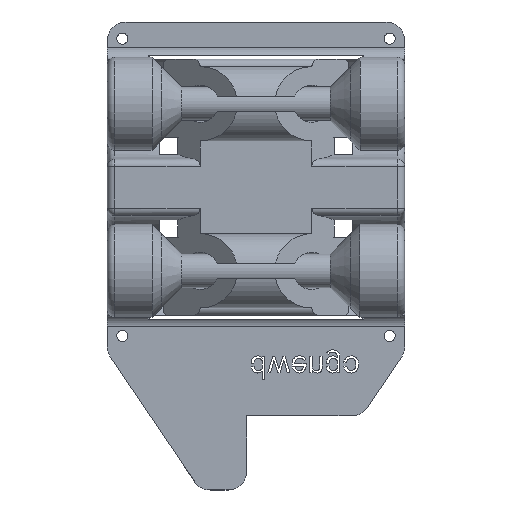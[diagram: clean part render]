
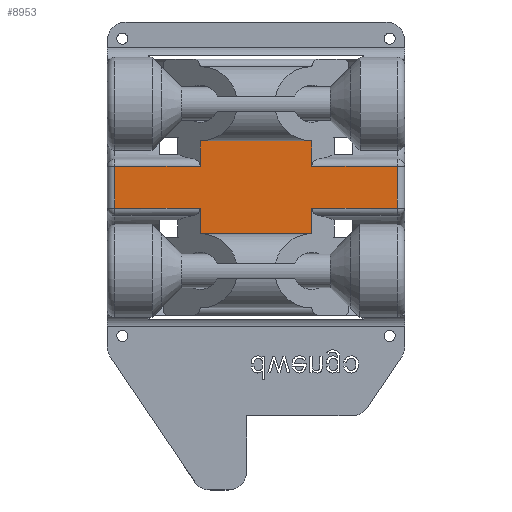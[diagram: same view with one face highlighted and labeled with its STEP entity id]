
A CAD part, front view. The second image highlights one B-rep face of the part: STEP entity #8953.
In plain terms, the highlighted planar face has unit normal (0, -1, 0).
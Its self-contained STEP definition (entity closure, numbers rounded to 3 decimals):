
#148 = LINE ( 'NONE', #8629, #10437 ) ;
#366 = VERTEX_POINT ( 'NONE', #5124 ) ;
#444 = ORIENTED_EDGE ( 'NONE', *, *, #909, .T. ) ;
#891 = CARTESIAN_POINT ( 'NONE',  ( -2., -8., 0. ) ) ;
#909 = EDGE_CURVE ( 'NONE', #366, #4889, #3121, .T. ) ;
#1057 = EDGE_CURVE ( 'NONE', #4392, #10025, #6934, .T. ) ;
#1097 = DIRECTION ( 'NONE',  ( 1., 0., 0. ) ) ;
#1304 = ORIENTED_EDGE ( 'NONE', *, *, #4115, .T. ) ;
#1379 = EDGE_LOOP ( 'NONE', ( #1435, #6451, #1304, #444, #2291, #12025, #4395, #8934, #5972, #4190, #5222, #3261 ) ) ;
#1435 = ORIENTED_EDGE ( 'NONE', *, *, #6916, .T. ) ;
#1575 = EDGE_CURVE ( 'NONE', #10829, #5039, #148, .T. ) ;
#1691 = VERTEX_POINT ( 'NONE', #3220 ) ;
#1693 = LINE ( 'NONE', #891, #8742 ) ;
#1931 = VECTOR ( 'NONE', #4851, 1000. ) ;
#2080 = CARTESIAN_POINT ( 'NONE',  ( -140.663, -8., -5.618 ) ) ;
#2108 = LINE ( 'NONE', #10474, #5975 ) ;
#2211 = DIRECTION ( 'NONE',  ( 1., 0., 0. ) ) ;
#2291 = ORIENTED_EDGE ( 'NONE', *, *, #9199, .T. ) ;
#2555 = DIRECTION ( 'NONE',  ( 0., 0., -1. ) ) ;
#2737 = CARTESIAN_POINT ( 'NONE',  ( -24.948, -8., 0. ) ) ;
#2860 = EDGE_CURVE ( 'NONE', #1691, #5115, #3295, .T. ) ;
#3088 = DIRECTION ( 'NONE',  ( 0., 0., -1. ) ) ;
#3118 = LINE ( 'NONE', #10506, #5599 ) ;
#3121 = LINE ( 'NONE', #2080, #1931 ) ;
#3220 = CARTESIAN_POINT ( 'NONE',  ( -24.948, -8., -5.618 ) ) ;
#3261 = ORIENTED_EDGE ( 'NONE', *, *, #9008, .F. ) ;
#3288 = LINE ( 'NONE', #10867, #11275 ) ;
#3295 = LINE ( 'NONE', #9875, #6382 ) ;
#3352 = CARTESIAN_POINT ( 'NONE',  ( -55.052, -8., -12.5 ) ) ;
#3373 = VERTEX_POINT ( 'NONE', #7690 ) ;
#3481 = DIRECTION ( 'NONE',  ( 0., 0., 1. ) ) ;
#3524 = VECTOR ( 'NONE', #9665, 1000. ) ;
#4115 = EDGE_CURVE ( 'NONE', #10829, #366, #7655, .T. ) ;
#4190 = ORIENTED_EDGE ( 'NONE', *, *, #1057, .F. ) ;
#4226 = DIRECTION ( 'NONE',  ( 0., 0., -1. ) ) ;
#4313 = CARTESIAN_POINT ( 'NONE',  ( -78., -8., 5.618 ) ) ;
#4392 = VERTEX_POINT ( 'NONE', #7645 ) ;
#4395 = ORIENTED_EDGE ( 'NONE', *, *, #2860, .F. ) ;
#4585 = LINE ( 'NONE', #2737, #5406 ) ;
#4745 = CARTESIAN_POINT ( 'NONE',  ( -2., -8., -5.618 ) ) ;
#4851 = DIRECTION ( 'NONE',  ( 1., 0., 0. ) ) ;
#4889 = VERTEX_POINT ( 'NONE', #6386 ) ;
#5039 = VERTEX_POINT ( 'NONE', #8403 ) ;
#5076 = DIRECTION ( 'NONE',  ( 0., 0., -1. ) ) ;
#5115 = VERTEX_POINT ( 'NONE', #11182 ) ;
#5124 = CARTESIAN_POINT ( 'NONE',  ( -78., -8., -5.618 ) ) ;
#5212 = VERTEX_POINT ( 'NONE', #3352 ) ;
#5222 = ORIENTED_EDGE ( 'NONE', *, *, #10075, .F. ) ;
#5406 = VECTOR ( 'NONE', #2555, 1000. ) ;
#5599 = VECTOR ( 'NONE', #1097, 1000. ) ;
#5972 = ORIENTED_EDGE ( 'NONE', *, *, #10072, .T. ) ;
#5975 = VECTOR ( 'NONE', #3088, 1000. ) ;
#5976 = VECTOR ( 'NONE', #6666, 1000. ) ;
#6001 = PLANE ( 'NONE',  #8720 ) ;
#6134 = CARTESIAN_POINT ( 'NONE',  ( -140.663, -8., -5.618 ) ) ;
#6242 = DIRECTION ( 'NONE',  ( 0., -1., 0. ) ) ;
#6382 = VECTOR ( 'NONE', #4226, 1000. ) ;
#6386 = CARTESIAN_POINT ( 'NONE',  ( -55.052, -8., -5.618 ) ) ;
#6387 = DIRECTION ( 'NONE',  ( 1., 0., 0. ) ) ;
#6451 = ORIENTED_EDGE ( 'NONE', *, *, #1575, .F. ) ;
#6548 = DIRECTION ( 'NONE',  ( 1., 0., 0. ) ) ;
#6666 = DIRECTION ( 'NONE',  ( 0., 0., -1. ) ) ;
#6916 = EDGE_CURVE ( 'NONE', #10329, #5039, #8680, .T. ) ;
#6934 = LINE ( 'NONE', #8107, #10779 ) ;
#7118 = LINE ( 'NONE', #6134, #11048 ) ;
#7135 = VERTEX_POINT ( 'NONE', #4745 ) ;
#7287 = CARTESIAN_POINT ( 'NONE',  ( -2., -8., 5.618 ) ) ;
#7645 = CARTESIAN_POINT ( 'NONE',  ( -24.948, -8., 5.618 ) ) ;
#7655 = LINE ( 'NONE', #11412, #5976 ) ;
#7690 = CARTESIAN_POINT ( 'NONE',  ( -24.948, -8., 12.5 ) ) ;
#8107 = CARTESIAN_POINT ( 'NONE',  ( -140.663, -8., 5.618 ) ) ;
#8403 = CARTESIAN_POINT ( 'NONE',  ( -55.052, -8., 5.618 ) ) ;
#8629 = CARTESIAN_POINT ( 'NONE',  ( -140.663, -8., 5.618 ) ) ;
#8680 = LINE ( 'NONE', #9602, #3524 ) ;
#8720 = AXIS2_PLACEMENT_3D ( 'NONE', #9071, #6242, #5076 ) ;
#8742 = VECTOR ( 'NONE', #3481, 1000. ) ;
#8829 = FACE_OUTER_BOUND ( 'NONE', #1379, .T. ) ;
#8934 = ORIENTED_EDGE ( 'NONE', *, *, #11069, .T. ) ;
#8953 = ADVANCED_FACE ( 'NONE', ( #8829 ), #6001, .T. ) ;
#8988 = CARTESIAN_POINT ( 'NONE',  ( -55.052, -8., 12.5 ) ) ;
#9008 = EDGE_CURVE ( 'NONE', #10329, #3373, #3288, .T. ) ;
#9071 = CARTESIAN_POINT ( 'NONE',  ( -80., -8., 0. ) ) ;
#9199 = EDGE_CURVE ( 'NONE', #4889, #5212, #2108, .T. ) ;
#9538 = EDGE_CURVE ( 'NONE', #5212, #5115, #3118, .T. ) ;
#9602 = CARTESIAN_POINT ( 'NONE',  ( -55.052, -8., 0. ) ) ;
#9665 = DIRECTION ( 'NONE',  ( 0., 0., -1. ) ) ;
#9875 = CARTESIAN_POINT ( 'NONE',  ( -24.948, -8., 0. ) ) ;
#10025 = VERTEX_POINT ( 'NONE', #7287 ) ;
#10072 = EDGE_CURVE ( 'NONE', #7135, #10025, #1693, .T. ) ;
#10075 = EDGE_CURVE ( 'NONE', #3373, #4392, #4585, .T. ) ;
#10329 = VERTEX_POINT ( 'NONE', #8988 ) ;
#10437 = VECTOR ( 'NONE', #6548, 1000. ) ;
#10474 = CARTESIAN_POINT ( 'NONE',  ( -55.052, -8., 0. ) ) ;
#10506 = CARTESIAN_POINT ( 'NONE',  ( -80., -8., -12.5 ) ) ;
#10779 = VECTOR ( 'NONE', #2211, 1000. ) ;
#10829 = VERTEX_POINT ( 'NONE', #4313 ) ;
#10867 = CARTESIAN_POINT ( 'NONE',  ( -80., -8., 12.5 ) ) ;
#11048 = VECTOR ( 'NONE', #6387, 1000. ) ;
#11069 = EDGE_CURVE ( 'NONE', #1691, #7135, #7118, .T. ) ;
#11182 = CARTESIAN_POINT ( 'NONE',  ( -24.948, -8., -12.5 ) ) ;
#11275 = VECTOR ( 'NONE', #11726, 1000. ) ;
#11412 = CARTESIAN_POINT ( 'NONE',  ( -78., -8., -5.5 ) ) ;
#11726 = DIRECTION ( 'NONE',  ( 1., 0., 0. ) ) ;
#12025 = ORIENTED_EDGE ( 'NONE', *, *, #9538, .T. ) ;
